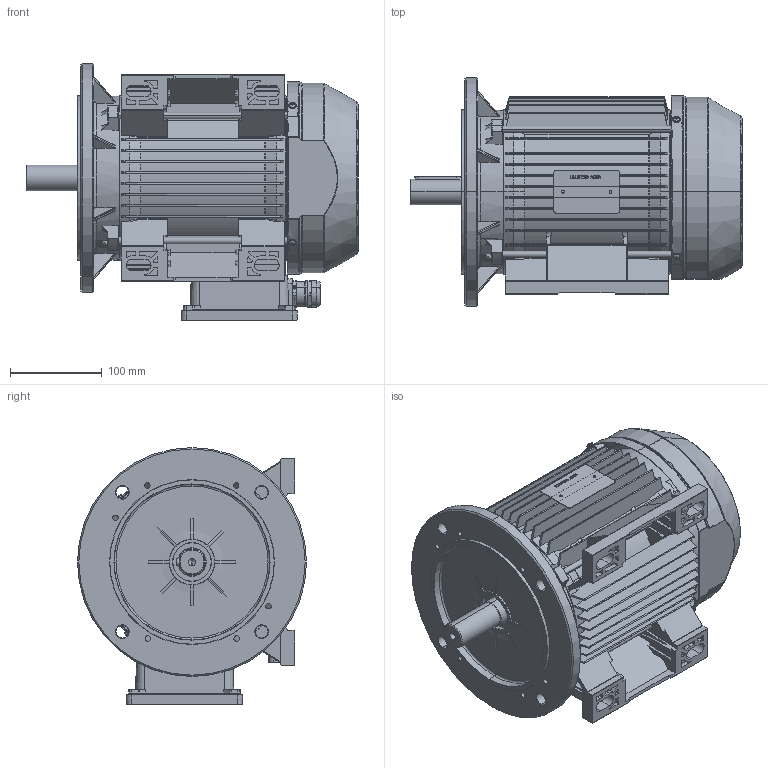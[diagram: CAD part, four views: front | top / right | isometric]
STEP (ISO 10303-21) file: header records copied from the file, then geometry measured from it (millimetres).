
FILE_DESCRIPTION (( 'STEP AP214' ), '1' );
FILE_NAME ('FCAP 112MT-B3 B5-IC411-2-4-6-8 POLES-TB LEFT.STEP', '2024-09-20T13:50:56', ( '' ), ( '' ), 'SwSTEP 2.0', 'SolidWorks 2024', '' );
FILE_SCHEMA (( 'AUTOMOTIVE_DESIGN' ));
Length unit declared in the file: millimetre
Products named in the file (18): Tappo M25; FCAP 112MT-B3 B5-IC411-2-4-6-8 POLES-TB LEFT; Coperchio scatola morsetti tipo 100; pan head cross recess screw_iso_ISO 7045 - M4 x 10 - Z --- 10N; parallel_din_Parallel key A8 x 7 x 50 DIN 6885; Guarnizione scatola-motore tipo 100; GRUPPO COPRIMORSETTIERA 100L; Scudo C100-112T anteriore; Guarnizione scatola-coperchio tipo 100; Scudo C100-112T posteriore; Tirante M7x208; PRESSACAVO M25; Targhetta motore_LAMIERA ALLUMINIO; Copriventola tipo 100; Flangia FC100-112T_Cuscinetto_6206; Coprimorsettiera tipo 100_Passante doppio; Albero C100L - Autoventilato; Carcassa 112MT-B3-Laterale
Assembly tree (24 placements, depth 3):
  FCAP 112MT-B3 B5-IC411-2-4-6-8 POLES-TB LEFT
    Albero C100L - Autoventilato
    Flangia FC100-112T_Cuscinetto_6206
    Scudo C100-112T anteriore
    Scudo C100-112T posteriore
    Targhetta motore_LAMIERA ALLUMINIO
    Copriventola tipo 100
    pan head cross recess screw_iso_ISO 7045 - M4 x 10 - Z --- 10N  x4
    parallel_din_Parallel key A8 x 7 x 50 DIN 6885
    Tirante M7x208  x4
    Carcassa 112MT-B3-Laterale
    GRUPPO COPRIMORSETTIERA 100L
      Coprimorsettiera tipo 100_Passante doppio
      Coperchio scatola morsetti tipo 100
      Guarnizione scatola-coperchio tipo 100
      PRESSACAVO M25
      Tappo M25  x2
      Guarnizione scatola-motore tipo 100
Bounding box: 362.5 x 250 x 280.5 mm (x, y, z)
Volume: 2510100.8 mm3; surface area: 1205032.2 mm2
Topology: 23 solids, 25 shells, 5115 faces, 13736 edges, 8781 vertices
Faces by surface type: plane 2111, cylinder 1100, cone 771, torus 610, bspline 499, sphere 24
Entity records: 178739 total; most frequent: CARTESIAN_POINT 60004, ORIENTED_EDGE 26428, DIRECTION 22597, EDGE_CURVE 13214, VERTEX_POINT 8459, AXIS2_PLACEMENT_3D 8402, VECTOR 5793, LINE 5793
